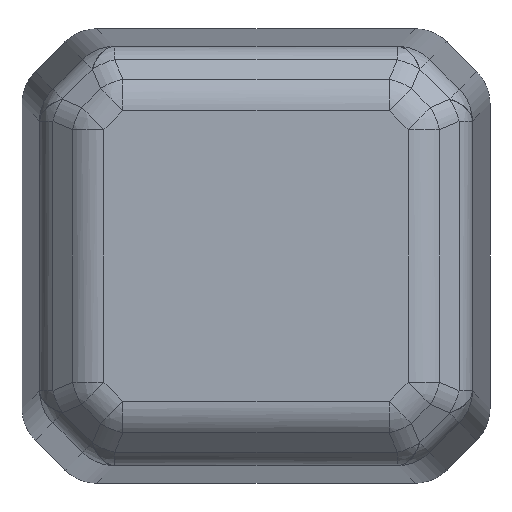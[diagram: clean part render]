
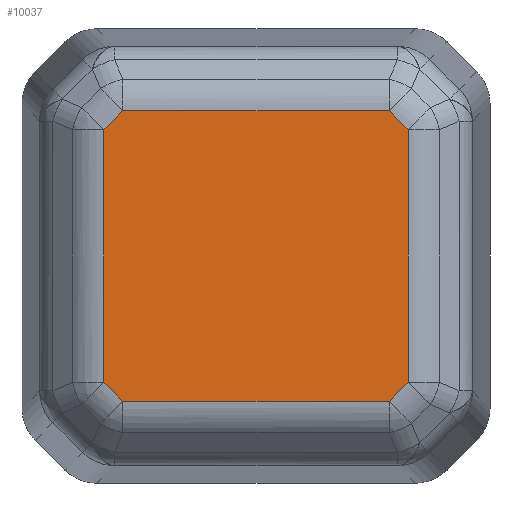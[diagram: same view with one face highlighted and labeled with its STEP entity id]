
A CAD part, front view. The second image highlights one B-rep face of the part: STEP entity #10037.
In plain terms, the highlighted free-form (B-spline) face has degree [1, 1] with [2, 2] control points.
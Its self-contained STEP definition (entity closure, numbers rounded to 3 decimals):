
#7167 = VERTEX_POINT('',#7168);
#7168 = CARTESIAN_POINT('',(13.142,0.,-10.862));
#7331 = VERTEX_POINT('',#7332);
#7332 = CARTESIAN_POINT('',(13.142,0.,11.646));
#7374 = EDGE_CURVE('',#7331,#7167,#7375,.T.);
#7375 = B_SPLINE_CURVE_WITH_KNOTS('',1,(#7376,#7377),.UNSPECIFIED.,.F.,
  .F.,(2,2),(-1.59,0.661),.PIECEWISE_BEZIER_KNOTS.);
#7376 = CARTESIAN_POINT('',(13.142,0.,11.646));
#7377 = CARTESIAN_POINT('',(13.142,0.,-10.862));
#7530 = VERTEX_POINT('',#7531);
#7531 = CARTESIAN_POINT('',(11.455,0.,-12.549));
#7779 = VERTEX_POINT('',#7780);
#7780 = CARTESIAN_POINT('',(11.455,0.,13.334));
#7822 = EDGE_CURVE('',#7779,#7331,#7823,.T.);
#7823 = B_SPLINE_CURVE_WITH_KNOTS('',1,(#7824,#7825),.UNSPECIFIED.,.F.,
  .F.,(2,2),(-0.087,0.151),
  .PIECEWISE_BEZIER_KNOTS.);
#7824 = CARTESIAN_POINT('',(11.455,0.,13.334));
#7825 = CARTESIAN_POINT('',(13.142,0.,11.646));
#7870 = VERTEX_POINT('',#7871);
#7871 = CARTESIAN_POINT('',(-12.265,0.,-12.549));
#7903 = EDGE_CURVE('',#7530,#7870,#7904,.T.);
#7904 = B_SPLINE_CURVE_WITH_KNOTS('',1,(#7905,#7906),.UNSPECIFIED.,.F.,
  .F.,(2,2),(-1.666,0.706),.PIECEWISE_BEZIER_KNOTS.);
#7905 = CARTESIAN_POINT('',(11.455,0.,-12.549));
#7906 = CARTESIAN_POINT('',(-12.265,0.,-12.549));
#8149 = VERTEX_POINT('',#8150);
#8150 = CARTESIAN_POINT('',(-12.265,0.,13.334));
#8192 = EDGE_CURVE('',#8149,#7779,#8193,.T.);
#8193 = B_SPLINE_CURVE_WITH_KNOTS('',1,(#8194,#8195),.UNSPECIFIED.,.F.,
  .F.,(2,2),(-1.666,0.706),.PIECEWISE_BEZIER_KNOTS.);
#8194 = CARTESIAN_POINT('',(-12.265,0.,13.334));
#8195 = CARTESIAN_POINT('',(11.455,0.,13.334));
#8304 = VERTEX_POINT('',#8305);
#8305 = CARTESIAN_POINT('',(-13.952,0.,-10.862));
#8563 = VERTEX_POINT('',#8564);
#8564 = CARTESIAN_POINT('',(-13.952,0.,11.646));
#8596 = EDGE_CURVE('',#8304,#8563,#8597,.T.);
#8597 = B_SPLINE_CURVE_WITH_KNOTS('',1,(#8598,#8599),.UNSPECIFIED.,.F.,
  .F.,(2,2),(-1.59,0.661),.PIECEWISE_BEZIER_KNOTS.);
#8598 = CARTESIAN_POINT('',(-13.952,0.,-10.862));
#8599 = CARTESIAN_POINT('',(-13.952,0.,11.646));
#8618 = EDGE_CURVE('',#8563,#8149,#8619,.T.);
#8619 = B_SPLINE_CURVE_WITH_KNOTS('',1,(#8620,#8621),.UNSPECIFIED.,.F.,
  .F.,(2,2),(-0.151,0.087),
  .PIECEWISE_BEZIER_KNOTS.);
#8620 = CARTESIAN_POINT('',(-13.952,0.,11.646));
#8621 = CARTESIAN_POINT('',(-12.265,0.,13.334));
#9390 = EDGE_CURVE('',#7870,#8304,#9391,.T.);
#9391 = B_SPLINE_CURVE_WITH_KNOTS('',1,(#9392,#9393),.UNSPECIFIED.,.F.,
  .F.,(2,2),(-0.087,0.151),
  .PIECEWISE_BEZIER_KNOTS.);
#9392 = CARTESIAN_POINT('',(-12.265,0.,-12.549));
#9393 = CARTESIAN_POINT('',(-13.952,0.,-10.862));
#9646 = EDGE_CURVE('',#7167,#7530,#9647,.T.);
#9647 = B_SPLINE_CURVE_WITH_KNOTS('',1,(#9648,#9649),.UNSPECIFIED.,.F.,
  .F.,(2,2),(-0.151,0.087),
  .PIECEWISE_BEZIER_KNOTS.);
#9648 = CARTESIAN_POINT('',(13.142,0.,-10.862));
#9649 = CARTESIAN_POINT('',(11.455,0.,-12.549));
#10037 = ADVANCED_FACE('',(#10038),#10048,.T.);
#10038 = FACE_BOUND('',#10039,.T.);
#10039 = EDGE_LOOP('',(#10040,#10041,#10042,#10043,#10044,#10045,#10046,
    #10047));
#10040 = ORIENTED_EDGE('',*,*,#8596,.F.);
#10041 = ORIENTED_EDGE('',*,*,#9390,.F.);
#10042 = ORIENTED_EDGE('',*,*,#7903,.F.);
#10043 = ORIENTED_EDGE('',*,*,#9646,.F.);
#10044 = ORIENTED_EDGE('',*,*,#7374,.F.);
#10045 = ORIENTED_EDGE('',*,*,#7822,.F.);
#10046 = ORIENTED_EDGE('',*,*,#8192,.F.);
#10047 = ORIENTED_EDGE('',*,*,#8618,.F.);
#10048 = B_SPLINE_SURFACE_WITH_KNOTS('',1,1,(
    (#10049,#10050)
    ,(#10051,#10052
    )),.UNSPECIFIED.,.F.,.F.,.F.,(2,2),(2,2),(-1.356,
    1.356),(-1.295,1.295),
  .PIECEWISE_BEZIER_KNOTS.);
#10049 = CARTESIAN_POINT('',(13.152,0.,13.344));
#10050 = CARTESIAN_POINT('',(13.152,0.,-12.559));
#10051 = CARTESIAN_POINT('',(-13.962,0.,13.344));
#10052 = CARTESIAN_POINT('',(-13.962,0.,-12.559));
